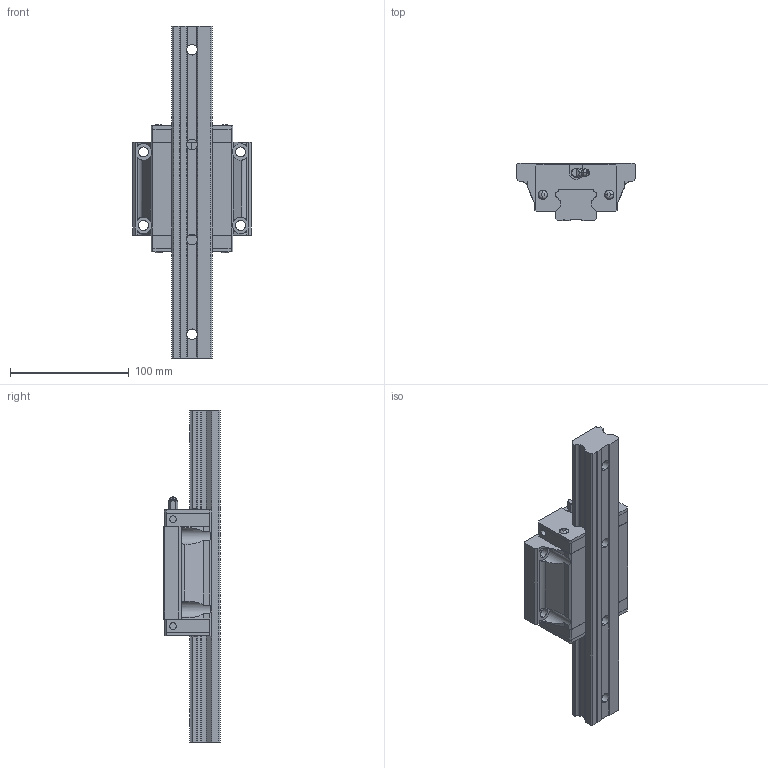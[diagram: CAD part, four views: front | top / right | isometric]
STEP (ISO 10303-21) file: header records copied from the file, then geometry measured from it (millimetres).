
FILE_DESCRIPTION (( 'STEP AP203' ), '1' );
FILE_NAME ('SBI 35 FLS.STEP', '2016-11-25T01:00:09', ( '' ), ( '' ), 'SwSTEP 2.0', 'SolidWorks 2013', '' );
FILE_SCHEMA (( 'CONFIG_CONTROL_DESIGN' ));
Length unit declared in the file: millimetre
Products named in the file (6): DEFAULT_1; DEFAULT_4; SBI 35 FLS; A2N; DEFAULT_3; DEFAULT_2
Assembly tree (7 placements, depth 2):
  SBI 35 FLS
    DEFAULT_1
    DEFAULT_2
    DEFAULT_3  x2
    DEFAULT_4  x2
    A2N
Bounding box: 100 x 48 x 280 mm (x, y, z)
Volume: 489171.5 mm3; surface area: 97344.9 mm2
Topology: 7 solids, 7 shells, 475 faces, 1313 edges, 858 vertices
Faces by surface type: plane 250, cylinder 193, cone 17, torus 8, bspline 7
Entity records: 12093 total; most frequent: CARTESIAN_POINT 2485, ORIENTED_EDGE 1894, DIRECTION 1866, EDGE_CURVE 947, AXIS2_PLACEMENT_3D 641, VERTEX_POINT 624, LINE 584, VECTOR 584
